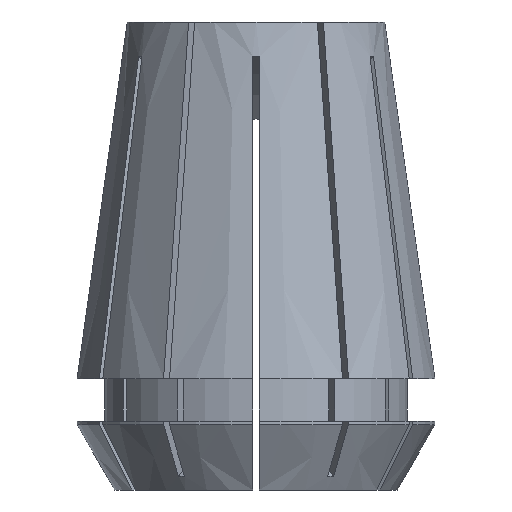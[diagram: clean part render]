
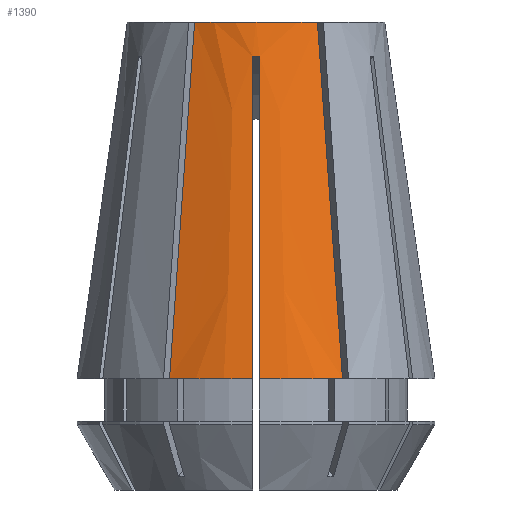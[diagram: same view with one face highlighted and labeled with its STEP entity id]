
A CAD part, front view. The second image highlights one B-rep face of the part: STEP entity #1390.
In plain terms, the highlighted conical face has half-angle 8 degrees and reference radius 13 mm.
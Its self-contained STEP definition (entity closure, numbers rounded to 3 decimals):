
#33 = ORIENTED_EDGE ( 'NONE', *, *, #302, .T. ) ;
#96 = B_SPLINE_CURVE_WITH_KNOTS ( 'NONE', 3,
 ( #921, #3080, #3420, #2447, #1247, #2805, #1637 ),
 .UNSPECIFIED., .F., .F.,
 ( 4, 3, 4 ),
 ( 0., 0.016, 0.026 ),
 .UNSPECIFIED. ) ;
#118 = CARTESIAN_POINT ( 'NONE',  ( 0., 0., -25.9 ) ) ;
#120 = CIRCLE ( 'NONE', #3616, 9.36 ) ;
#143 = CARTESIAN_POINT ( 'NONE',  ( 0., 0., 0. ) ) ;
#150 = CARTESIAN_POINT ( 'NONE',  ( -0.25, -11.902, -18.101 ) ) ;
#158 = EDGE_CURVE ( 'NONE', #3695, #2635, #3321, .T. ) ;
#232 = ORIENTED_EDGE ( 'NONE', *, *, #2255, .F. ) ;
#268 = CARTESIAN_POINT ( 'NONE',  ( -0.25, -12.998, -25.9 ) ) ;
#302 = EDGE_CURVE ( 'NONE', #2459, #2635, #1706, .T. ) ;
#356 = AXIS2_PLACEMENT_3D ( 'NONE', #118, #1445, #2371 ) ;
#461 = VERTEX_POINT ( 'NONE', #561 ) ;
#473 = CARTESIAN_POINT ( 'NONE',  ( -0.25, -9.709, -2.502 ) ) ;
#561 = CARTESIAN_POINT ( 'NONE',  ( -4.462, -8.228, 0. ) ) ;
#603 = CARTESIAN_POINT ( 'NONE',  ( 5.225, -9.549, -10.849 ) ) ;
#624 = CARTESIAN_POINT ( 'NONE',  ( 0.25, -9.709, -2.502 ) ) ;
#629 = CARTESIAN_POINT ( 'NONE',  ( 6.282, -11.382, -25.9 ) ) ;
#727 = CIRCLE ( 'NONE', #3781, 13. ) ;
#745 = EDGE_CURVE ( 'NONE', #461, #3695, #120, .T. ) ;
#777 = CARTESIAN_POINT ( 'NONE',  ( -0.25, -10.805, -10.301 ) ) ;
#918 = CARTESIAN_POINT ( 'NONE',  ( 5.831, -10.6, -19.482 ) ) ;
#921 = CARTESIAN_POINT ( 'NONE',  ( -4.462, -8.228, 0. ) ) ;
#961 = CARTESIAN_POINT ( 'NONE',  ( 4.843, -8.889, -5.424 ) ) ;
#1049 = AXIS2_PLACEMENT_3D ( 'NONE', #1788, #3912, #2704 ) ;
#1247 = CARTESIAN_POINT ( 'NONE',  ( -5.831, -10.6, -19.482 ) ) ;
#1322 = CARTESIAN_POINT ( 'NONE',  ( -6.282, -11.382, -25.9 ) ) ;
#1331 = ORIENTED_EDGE ( 'NONE', *, *, #3665, .T. ) ;
#1390 = ADVANCED_FACE ( 'NONE', ( #3539 ), #2202, .T. ) ;
#1416 = CARTESIAN_POINT ( 'NONE',  ( 0.25, -12.998, -25.9 ) ) ;
#1437 = ORIENTED_EDGE ( 'NONE', *, *, #2843, .T. ) ;
#1445 = DIRECTION ( 'NONE',  ( 0., 0., 1. ) ) ;
#1531 = CARTESIAN_POINT ( 'NONE',  ( 6.057, -10.991, -22.691 ) ) ;
#1637 = CARTESIAN_POINT ( 'NONE',  ( -6.282, -11.382, -25.9 ) ) ;
#1706 = CIRCLE ( 'NONE', #356, 13. ) ;
#1721 = EDGE_LOOP ( 'NONE', ( #2454, #3703, #1967, #1437, #1331, #3726, #232, #33 ) ) ;
#1788 = CARTESIAN_POINT ( 'NONE',  ( 0., 0., -25.9 ) ) ;
#1944 = CARTESIAN_POINT ( 'NONE',  ( 0., 0., -25.9 ) ) ;
#1967 = ORIENTED_EDGE ( 'NONE', *, *, #2527, .T. ) ;
#2100 = EDGE_CURVE ( 'NONE', #3775, #3504, #2321, .T. ) ;
#2202 = CONICAL_SURFACE ( 'NONE', #1049, 13., 0.14 ) ;
#2205 = CARTESIAN_POINT ( 'NONE',  ( 6.282, -11.382, -25.9 ) ) ;
#2255 = EDGE_CURVE ( 'NONE', #2459, #3504, #3036, .T. ) ;
#2265 = DIRECTION ( 'NONE',  ( 0., 0., 1. ) ) ;
#2321 = B_SPLINE_CURVE_WITH_KNOTS ( 'NONE', 3,
 ( #3512, #3220, #3816, #3523 ),
 .UNSPECIFIED., .F., .F.,
 ( 4, 4 ),
 ( 0., 0.001 ),
 .UNSPECIFIED. ) ;
#2356 = CARTESIAN_POINT ( 'NONE',  ( 0.25, -9.709, -2.502 ) ) ;
#2371 = DIRECTION ( 'NONE',  ( 1., 0., 0. ) ) ;
#2381 = CARTESIAN_POINT ( 'NONE',  ( 0.25, -10.805, -10.301 ) ) ;
#2447 = CARTESIAN_POINT ( 'NONE',  ( -5.606, -10.21, -16.273 ) ) ;
#2454 = ORIENTED_EDGE ( 'NONE', *, *, #158, .F. ) ;
#2459 = VERTEX_POINT ( 'NONE', #2535 ) ;
#2527 = EDGE_CURVE ( 'NONE', #461, #3865, #96, .T. ) ;
#2535 = CARTESIAN_POINT ( 'NONE',  ( 0.25, -12.998, -25.9 ) ) ;
#2552 = CARTESIAN_POINT ( 'NONE',  ( -0.25, -9.709, -2.502 ) ) ;
#2629 = DIRECTION ( 'NONE',  ( 0., 0., 1. ) ) ;
#2635 = VERTEX_POINT ( 'NONE', #2205 ) ;
#2700 = B_SPLINE_CURVE_WITH_KNOTS ( 'NONE', 3,
 ( #3230, #150, #777, #473 ),
 .UNSPECIFIED., .F., .F.,
 ( 4, 4 ),
 ( 0.018, 0.042 ),
 .UNSPECIFIED. ) ;
#2704 = DIRECTION ( 'NONE',  ( -1., 0., 0. ) ) ;
#2805 = CARTESIAN_POINT ( 'NONE',  ( -6.057, -10.991, -22.691 ) ) ;
#2843 = EDGE_CURVE ( 'NONE', #3865, #2895, #727, .T. ) ;
#2895 = VERTEX_POINT ( 'NONE', #268 ) ;
#2940 = CARTESIAN_POINT ( 'NONE',  ( 4.462, -8.228, 0. ) ) ;
#2956 = DIRECTION ( 'NONE',  ( 1., 0., 0. ) ) ;
#2999 = CARTESIAN_POINT ( 'NONE',  ( 0.25, -11.902, -18.101 ) ) ;
#3036 = B_SPLINE_CURVE_WITH_KNOTS ( 'NONE', 3,
 ( #1416, #2999, #2381, #2356 ),
 .UNSPECIFIED., .F., .F.,
 ( 4, 4 ),
 ( 0.018, 0.042 ),
 .UNSPECIFIED. ) ;
#3080 = CARTESIAN_POINT ( 'NONE',  ( -4.843, -8.889, -5.424 ) ) ;
#3220 = CARTESIAN_POINT ( 'NONE',  ( -0.083, -9.713, -2.499 ) ) ;
#3230 = CARTESIAN_POINT ( 'NONE',  ( -0.25, -12.998, -25.9 ) ) ;
#3321 = B_SPLINE_CURVE_WITH_KNOTS ( 'NONE', 3,
 ( #3364, #961, #603, #3983, #918, #1531, #629 ),
 .UNSPECIFIED., .F., .F.,
 ( 4, 3, 4 ),
 ( 0., 0.016, 0.026 ),
 .UNSPECIFIED. ) ;
#3364 = CARTESIAN_POINT ( 'NONE',  ( 4.462, -8.228, 0. ) ) ;
#3420 = CARTESIAN_POINT ( 'NONE',  ( -5.225, -9.549, -10.849 ) ) ;
#3504 = VERTEX_POINT ( 'NONE', #624 ) ;
#3512 = CARTESIAN_POINT ( 'NONE',  ( -0.25, -9.709, -2.502 ) ) ;
#3523 = CARTESIAN_POINT ( 'NONE',  ( 0.25, -9.709, -2.502 ) ) ;
#3539 = FACE_OUTER_BOUND ( 'NONE', #1721, .T. ) ;
#3616 = AXIS2_PLACEMENT_3D ( 'NONE', #143, #2629, #2956 ) ;
#3665 = EDGE_CURVE ( 'NONE', #2895, #3775, #2700, .T. ) ;
#3695 = VERTEX_POINT ( 'NONE', #2940 ) ;
#3703 = ORIENTED_EDGE ( 'NONE', *, *, #745, .F. ) ;
#3726 = ORIENTED_EDGE ( 'NONE', *, *, #2100, .T. ) ;
#3775 = VERTEX_POINT ( 'NONE', #2552 ) ;
#3781 = AXIS2_PLACEMENT_3D ( 'NONE', #1944, #2265, #3800 ) ;
#3800 = DIRECTION ( 'NONE',  ( 1., 0., 0. ) ) ;
#3816 = CARTESIAN_POINT ( 'NONE',  ( 0.083, -9.713, -2.499 ) ) ;
#3865 = VERTEX_POINT ( 'NONE', #1322 ) ;
#3912 = DIRECTION ( 'NONE',  ( 0., 0., -1. ) ) ;
#3983 = CARTESIAN_POINT ( 'NONE',  ( 5.606, -10.21, -16.273 ) ) ;
